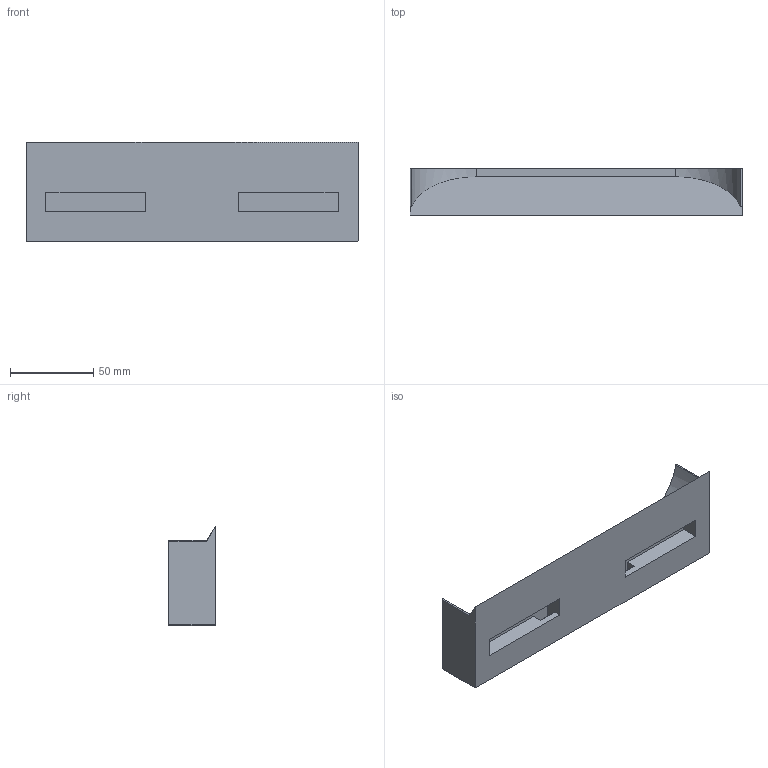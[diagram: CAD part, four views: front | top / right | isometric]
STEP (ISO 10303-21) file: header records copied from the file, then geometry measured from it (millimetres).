
FILE_DESCRIPTION (( 'STEP AP214' ), '1' );
FILE_NAME ('Wedge.STEP', '2025-07-23T19:54:39', ( '' ), ( '' ), 'SwSTEP 2.0', 'SolidWorks 2025', '' );
FILE_SCHEMA (( 'AUTOMOTIVE_DESIGN' ));
Length unit declared in the file: millimetre
Products named in the file (1): Wedge
Bounding box: 200 x 28 x 60 mm (x, y, z)
Volume: 184893.4 mm3; surface area: 40243.6 mm2
Topology: 1 solids, 1 shells, 49 faces, 133 edges, 86 vertices
Faces by surface type: plane 29, cylinder 20
Entity records: 1554 total; most frequent: CARTESIAN_POINT 305, ORIENTED_EDGE 266, DIRECTION 241, EDGE_CURVE 133, LINE 101, VECTOR 101, VERTEX_POINT 86, AXIS2_PLACEMENT_3D 70
